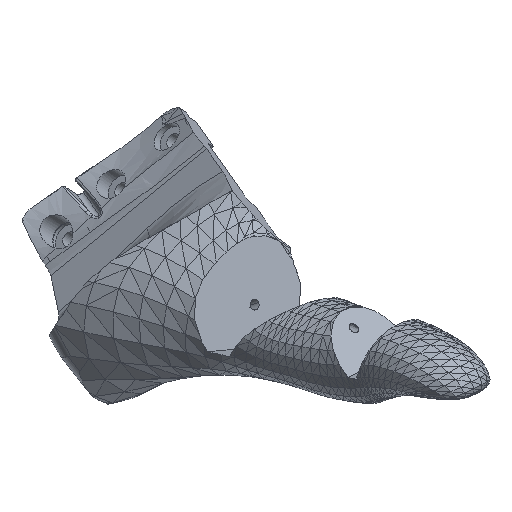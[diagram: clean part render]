
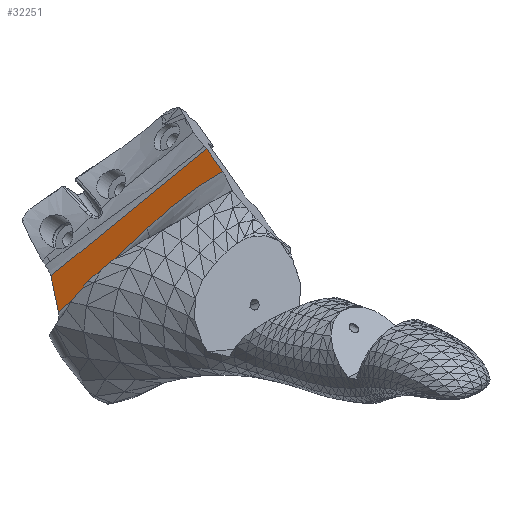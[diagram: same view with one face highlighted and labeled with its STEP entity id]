
A CAD part, isometric view. The second image highlights one B-rep face of the part: STEP entity #32251.
In plain terms, the highlighted planar face has unit normal (-0.677, 0.126, 0.725).
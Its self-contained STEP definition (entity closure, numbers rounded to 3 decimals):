
#7239=CARTESIAN_POINT('',(89.922,-63.52,82.166));
#7671=CARTESIAN_POINT('',(61.313,-52.91,53.598));
#7743=CARTESIAN_POINT('',(87.748,-69.928,81.252));
#7821=CARTESIAN_POINT('',(76.566,-61.01,69.254));
#10406=DIRECTION('',(-0.318,-0.938,-0.134));
#10407=VECTOR('',#10406,6.829);
#10408=CARTESIAN_POINT('',(89.922,-63.52,
82.166));
#10409=LINE('',#10408,#10407);
#10410=CARTESIAN_POINT('',(87.748,-69.928,
81.252));
#10411=CARTESIAN_POINT('',(86.877,-68.848,
80.25));
#10412=CARTESIAN_POINT('',(84.724,-66.572,
77.843));
#10413=CARTESIAN_POINT('',(80.793,-63.458,
73.629));
#10414=CARTESIAN_POINT('',(77.948,-61.745,
70.673));
#10415=CARTESIAN_POINT('',(76.566,-61.01,
69.254));
#10417=DIRECTION('',(-0.654,0.347,-0.672));
#10418=VECTOR('',#10417,23.31);
#10419=CARTESIAN_POINT('',(76.566,-61.01,
69.254));
#10420=LINE('',#10419,#10418);
#10421=DIRECTION('',(0.526,0.772,0.357));
#10422=VECTOR('',#10421,8.368);
#10423=CARTESIAN_POINT('',(61.313,-52.91,
53.598));
#10424=LINE('',#10423,#10422);
#10425=DIRECTION('',(0.619,-0.436,0.654));
#10426=VECTOR('',#10425,39.138);
#10427=CARTESIAN_POINT('',(65.715,-46.451,
56.584));
#10428=LINE('',#10427,#10426);
#11033=VERTEX_POINT('',#7671);
#12006=VERTEX_POINT('',#7239);
#12059=VERTEX_POINT('',#7743);
#12459=CARTESIAN_POINT('',(65.715,-46.451,
56.584));
#12460=VERTEX_POINT('',#12459);
#12702=VERTEX_POINT('',#7821);
#32239=CARTESIAN_POINT('',(6.324,-1.179,
-6.771));
#32240=DIRECTION('',(-0.677,0.126,0.725));
#32241=DIRECTION('',(0.731,0.,0.683));
#32242=AXIS2_PLACEMENT_3D('',#32239,#32240,#32241);
#32243=PLANE('',#32242);
#32244=ORIENTED_EDGE('',*,*,#26121,.T.);
#32245=ORIENTED_EDGE('',*,*,#27440,.T.);
#32246=ORIENTED_EDGE('',*,*,#27238,.T.);
#32247=ORIENTED_EDGE('',*,*,#26897,.T.);
#32248=ORIENTED_EDGE('',*,*,#26650,.T.);
#32249=EDGE_LOOP('',(#32244,#32245,#32246,#32247,#32248));
#32250=FACE_OUTER_BOUND('',#32249,.F.);
#32251=ADVANCED_FACE('',(#32250),#32243,.T.);
#10416=B_SPLINE_CURVE_WITH_KNOTS('',3,(#10410,#10411,#10412,#10413,#10414,
#10415),.UNSPECIFIED.,.F.,.F.,(4,1,1,4),(0.,0.309,
0.655,1.),.UNSPECIFIED.);
#26121=EDGE_CURVE('',#12006,#12059,#10409,.T.);
#26650=EDGE_CURVE('',#12460,#12006,#10428,.T.);
#26897=EDGE_CURVE('',#11033,#12460,#10424,.T.);
#27238=EDGE_CURVE('',#12702,#11033,#10420,.T.);
#27440=EDGE_CURVE('',#12059,#12702,#10416,.T.);
